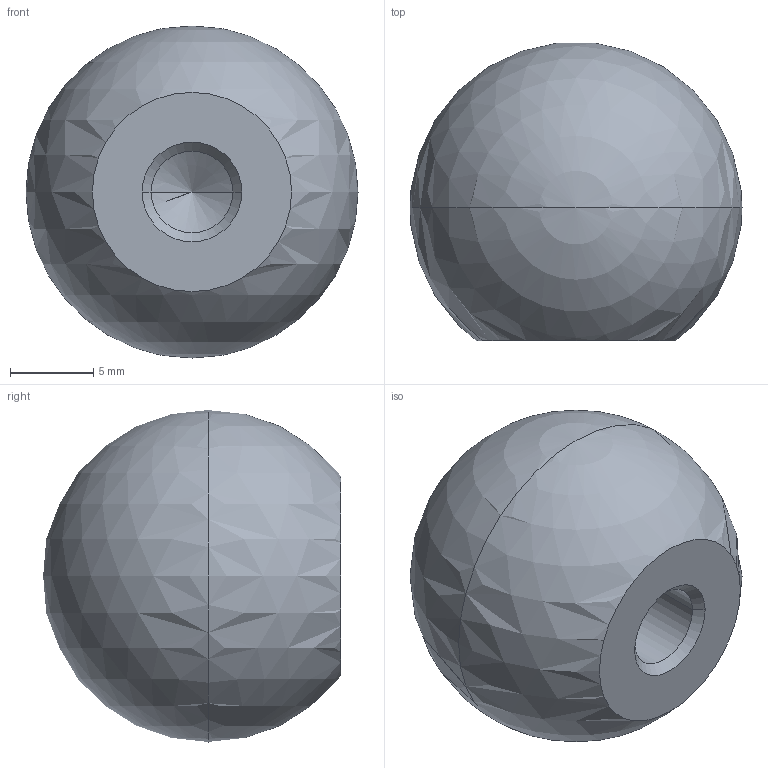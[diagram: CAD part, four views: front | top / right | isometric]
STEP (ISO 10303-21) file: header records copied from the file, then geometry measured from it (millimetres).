
FILE_DESCRIPTION( ( '' ), '1' );
FILE_NAME( 'K0159.22006.stp', '2012-11-01T09:09:34', ( '' ), ( '' ), ' ', ' ', ' ' );
FILE_SCHEMA( ( 'CONFIG_CONTROL_DESIGN' ) );
Length unit declared in the file: millimetre
Products named in the file (1): 1
Bounding box: 20 x 17.94 x 20 mm (x, y, z)
Volume: 3888.8 mm3; surface area: 1381.7 mm2
Topology: 1 solids, 1 shells, 9 faces, 22 edges, 11 vertices
Faces by surface type: cone 4, sphere 2, cylinder 2, plane 1
Entity records: 272 total; most frequent: DIRECTION 46, CARTESIAN_POINT 37, ORIENTED_EDGE 32, AXIS2_PLACEMENT_3D 20, EDGE_CURVE 16, EDGE_LOOP 11, VERTEX_POINT 11, FACE_OUTER_BOUND 10
